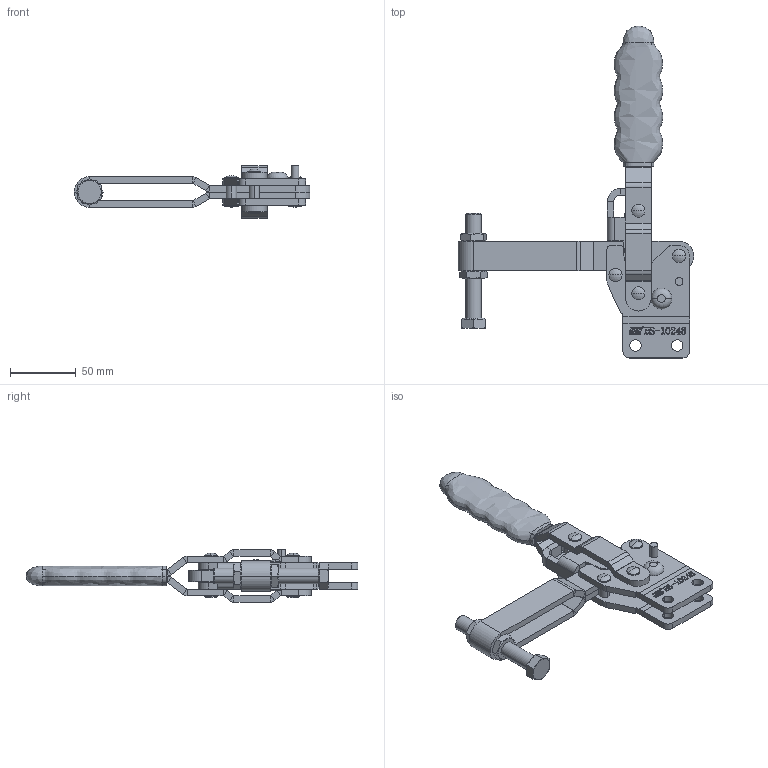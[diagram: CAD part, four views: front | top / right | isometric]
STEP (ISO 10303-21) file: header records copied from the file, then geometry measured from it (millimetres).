
FILE_DESCRIPTION (( 'STEP AP203' ), '1' );
FILE_NAME ('HS-10248装配体.STEP', '2018-12-07T01:49:01', ( 'PCOS' ), ( '微软中国' ), 'SwSTEP 2.0', 'SolidWorks 2012', '' );
FILE_SCHEMA (( 'CONFIG_CONTROL_DESIGN' ));
Length unit declared in the file: millimetre
Products named in the file (13): HS-10248蚾饜极; 蟀裝; 酗种; 傻种; 眻忒參蚾饜极; 眻忒梟; 眻忒參; U倰揤參蚾饜极; hex thin nuts-grades ab-chamfered gb_GB_FASTENER_NUT_STNAB M12-N; hexagon head bolts-full thread gb_GB_FASTENER_BOLT_STBAB A M12X80-C; U倰揤參; 眻菁釱衵; 眻菁釱酘
Assembly tree (17 placements, depth 3):
  HS-10248蚾饜极
    眻菁釱酘
    眻菁釱衵
    U倰揤參蚾饜极
      U倰揤參
      hexagon head bolts-full thread gb_GB_FASTENER_BOLT_STBAB A M12X80-C
      hex thin nuts-grades ab-chamfered gb_GB_FASTENER_NUT_STNAB M12-N  x2
    眻忒參蚾饜极
      眻忒參
      眻忒梟  x2
    傻种  x3
    酗种  x2
    蟀裝
Bounding box: 179.75 x 253.31 x 40 mm (x, y, z)
Volume: 181314.3 mm3; surface area: 94484.5 mm2
Topology: 15 solids, 15 shells, 794 faces, 1979 edges, 1258 vertices
Faces by surface type: plane 415, cylinder 193, bspline 138, cone 26, sphere 20, torus 2
Entity records: 31135 total; most frequent: CARTESIAN_POINT 13714, ORIENTED_EDGE 3482, DIRECTION 2933, EDGE_CURVE 1741, VERTEX_POINT 1116, VECTOR 1073, LINE 1073, AXIS2_PLACEMENT_3D 930
